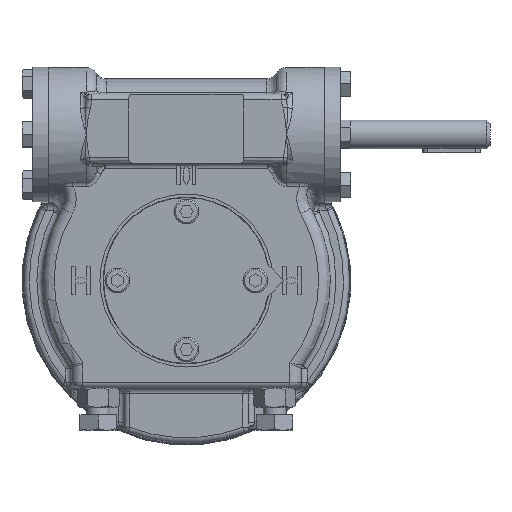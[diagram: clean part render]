
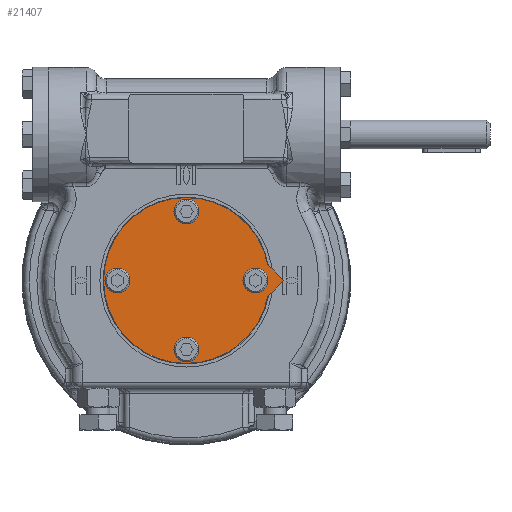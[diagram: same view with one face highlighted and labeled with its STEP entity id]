
A CAD part, top view. The second image highlights one B-rep face of the part: STEP entity #21407.
In plain terms, the highlighted planar face has unit normal (0, 0, 1).
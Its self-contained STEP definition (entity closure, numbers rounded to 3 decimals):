
#278=PLANE('',#24826);
#2660=LINE('',#52181,#3784);
#2661=LINE('',#52183,#3785);
#3784=VECTOR('',#28696,1000.);
#3785=VECTOR('',#28697,1000.);
#7355=ORIENTED_EDGE('',*,*,#12053,.T.);
#7356=ORIENTED_EDGE('',*,*,#12055,.T.);
#7357=ORIENTED_EDGE('',*,*,#12057,.T.);
#7358=ORIENTED_EDGE('',*,*,#12062,.T.);
#7359=ORIENTED_EDGE('',*,*,#12063,.T.);
#7360=ORIENTED_EDGE('',*,*,#12064,.T.);
#7361=ORIENTED_EDGE('',*,*,#12065,.T.);
#12053=EDGE_CURVE('',#14633,#14633,#16282,.T.);
#12055=EDGE_CURVE('',#14635,#14635,#16284,.T.);
#12057=EDGE_CURVE('',#14637,#14637,#16286,.T.);
#12062=EDGE_CURVE('',#14642,#14643,#16289,.T.);
#12063=EDGE_CURVE('',#14643,#14644,#2660,.T.);
#12064=EDGE_CURVE('',#14644,#14642,#2661,.T.);
#12065=EDGE_CURVE('',#14645,#14645,#16290,.T.);
#14633=VERTEX_POINT('',#52157);
#14635=VERTEX_POINT('',#52162);
#14637=VERTEX_POINT('',#52167);
#14642=VERTEX_POINT('',#52179);
#14643=VERTEX_POINT('',#52180);
#14644=VERTEX_POINT('',#52182);
#14645=VERTEX_POINT('',#52185);
#16282=CIRCLE('',#24816,4.25);
#16284=CIRCLE('',#24819,4.25);
#16286=CIRCLE('',#24822,4.25);
#16289=CIRCLE('',#24827,43.25);
#16290=CIRCLE('',#24828,4.25);
#17654=EDGE_LOOP('',(#7355));
#17655=EDGE_LOOP('',(#7356));
#17656=EDGE_LOOP('',(#7357));
#17657=EDGE_LOOP('',(#7358,#7359,#7360));
#17658=EDGE_LOOP('',(#7361));
#19539=FACE_BOUND('',#17654,.T.);
#19540=FACE_BOUND('',#17655,.T.);
#19541=FACE_BOUND('',#17656,.T.);
#19542=FACE_BOUND('',#17657,.T.);
#19543=FACE_BOUND('',#17658,.T.);
#21407=ADVANCED_FACE('',(#19539,#19540,#19541,#19542,#19543),#278,.T.);
#24816=AXIS2_PLACEMENT_3D('',#52156,#28670,#28671);
#24819=AXIS2_PLACEMENT_3D('',#52161,#28676,#28677);
#24822=AXIS2_PLACEMENT_3D('',#52166,#28682,#28683);
#24826=AXIS2_PLACEMENT_3D('',#52177,#28692,#28693);
#24827=AXIS2_PLACEMENT_3D('',#52178,#28694,#28695);
#24828=AXIS2_PLACEMENT_3D('',#52184,#28698,#28699);
#28670=DIRECTION('',(0.,0.,-1.));
#28671=DIRECTION('',(1.,0.,0.));
#28676=DIRECTION('',(0.,0.,-1.));
#28677=DIRECTION('',(0.,-1.,0.));
#28682=DIRECTION('',(0.,0.,-1.));
#28683=DIRECTION('',(-1.,0.,0.));
#28692=DIRECTION('',(0.,0.,1.));
#28693=DIRECTION('',(0.,-1.,0.));
#28694=DIRECTION('',(0.,0.,1.));
#28695=DIRECTION('',(1.,0.,0.));
#28696=DIRECTION('',(0.707,0.707,0.));
#28697=DIRECTION('',(-0.707,0.707,0.));
#28698=DIRECTION('',(0.,0.,-1.));
#28699=DIRECTION('',(0.,1.,0.));
#52156=CARTESIAN_POINT('',(0.,36.,31.95));
#52157=CARTESIAN_POINT('',(4.25,36.,31.95));
#52161=CARTESIAN_POINT('',(36.,0.,31.95));
#52162=CARTESIAN_POINT('',(36.,-4.25,31.95));
#52166=CARTESIAN_POINT('',(0.,-36.,31.95));
#52167=CARTESIAN_POINT('',(-4.25,-36.,31.95));
#52177=CARTESIAN_POINT('',(0.,0.,31.95));
#52178=CARTESIAN_POINT('',(0.,0.,31.95));
#52179=CARTESIAN_POINT('',(42.445,8.305,31.95));
#52180=CARTESIAN_POINT('',(42.445,-8.305,31.95));
#52181=CARTESIAN_POINT('',(42.445,-8.305,31.95));
#52182=CARTESIAN_POINT('',(50.75,0.,31.95));
#52183=CARTESIAN_POINT('',(50.75,0.,31.95));
#52184=CARTESIAN_POINT('',(-36.,0.,31.95));
#52185=CARTESIAN_POINT('',(-36.,4.25,31.95));
